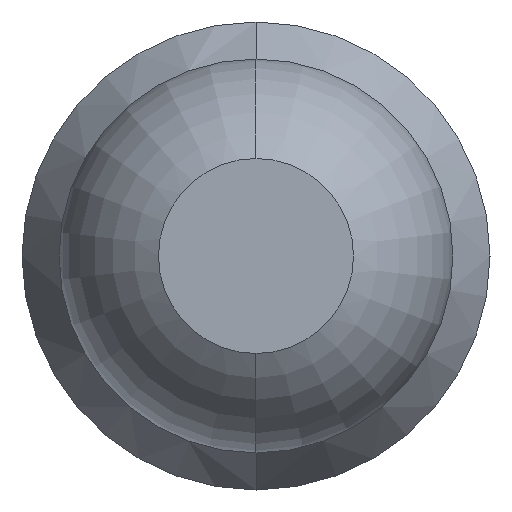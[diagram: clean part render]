
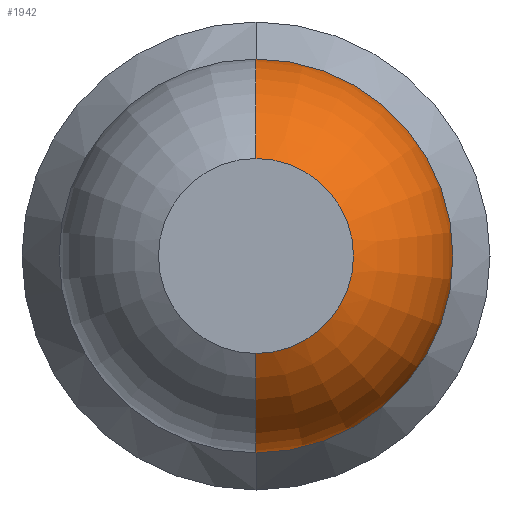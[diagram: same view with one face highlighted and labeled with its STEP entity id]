
A CAD part, front view. The second image highlights one B-rep face of the part: STEP entity #1942.
In plain terms, the highlighted toroidal (fillet/blend) face has major radius 0.005 mm and minor radius 0.5 mm.
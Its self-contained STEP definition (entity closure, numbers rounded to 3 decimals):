
#26 = ORIENTED_EDGE ( 'NONE', *, *, #2655, .F. ) ;
#45 = CARTESIAN_POINT ( 'NONE',  ( 0., -30.4, 0. ) ) ;
#200 = DIRECTION ( 'NONE',  ( 0., 0., -1. ) ) ;
#219 = VERTEX_POINT ( 'NONE', #2661 ) ;
#230 = AXIS2_PLACEMENT_3D ( 'NONE', #2439, #927, #3328 ) ;
#283 = DIRECTION ( 'NONE',  ( 0., 0., 1. ) ) ;
#370 = DIRECTION ( 'NONE',  ( 0., -1., 0. ) ) ;
#380 = CIRCLE ( 'NONE', #2069, 0.5 ) ;
#410 = CARTESIAN_POINT ( 'NONE',  ( 0., -29.964, -0.005 ) ) ;
#512 = TOROIDAL_SURFACE ( 'NONE', #3534, 0.005, 0.5 ) ;
#756 = CIRCLE ( 'NONE', #1642, 0.5 ) ;
#913 = VERTEX_POINT ( 'NONE', #1092 ) ;
#927 = DIRECTION ( 'NONE',  ( 0., 1., 0. ) ) ;
#1002 = ORIENTED_EDGE ( 'NONE', *, *, #1249, .F. ) ;
#1067 = FACE_OUTER_BOUND ( 'NONE', #3036, .T. ) ;
#1087 = VERTEX_POINT ( 'NONE', #1122 ) ;
#1092 = CARTESIAN_POINT ( 'NONE',  ( 0., -29.964, 0.505 ) ) ;
#1122 = CARTESIAN_POINT ( 'NONE',  ( 0., -30.4, -0.25 ) ) ;
#1127 = CIRCLE ( 'NONE', #3786, 0.25 ) ;
#1141 = ORIENTED_EDGE ( 'NONE', *, *, #3403, .T. ) ;
#1249 = EDGE_CURVE ( 'NONE', #913, #219, #2586, .T. ) ;
#1332 = DIRECTION ( 'NONE',  ( 0., 0., 1. ) ) ;
#1642 = AXIS2_PLACEMENT_3D ( 'NONE', #2721, #2427, #283 ) ;
#1696 = EDGE_CURVE ( 'NONE', #1087, #1863, #1127, .T. ) ;
#1712 = CARTESIAN_POINT ( 'NONE',  ( 0., -30.4, 0.25 ) ) ;
#1750 = DIRECTION ( 'NONE',  ( 1., 0., 0. ) ) ;
#1863 = VERTEX_POINT ( 'NONE', #1712 ) ;
#1942 = ADVANCED_FACE ( 'NONE', ( #1067 ), #512, .T. ) ;
#1955 = CARTESIAN_POINT ( 'NONE',  ( 0., -29.964, 0. ) ) ;
#2069 = AXIS2_PLACEMENT_3D ( 'NONE', #410, #1750, #200 ) ;
#2079 = ORIENTED_EDGE ( 'NONE', *, *, #1696, .F. ) ;
#2427 = DIRECTION ( 'NONE',  ( -1., 0., 0. ) ) ;
#2439 = CARTESIAN_POINT ( 'NONE',  ( 0., -29.964, 0. ) ) ;
#2476 = DIRECTION ( 'NONE',  ( 0., 0., -1. ) ) ;
#2586 = CIRCLE ( 'NONE', #230, 0.505 ) ;
#2655 = EDGE_CURVE ( 'NONE', #1863, #913, #756, .T. ) ;
#2661 = CARTESIAN_POINT ( 'NONE',  ( 0., -29.964, -0.505 ) ) ;
#2721 = CARTESIAN_POINT ( 'NONE',  ( 0., -29.964, 0.005 ) ) ;
#3036 = EDGE_LOOP ( 'NONE', ( #2079, #1141, #1002, #26 ) ) ;
#3328 = DIRECTION ( 'NONE',  ( 0., 0., 1. ) ) ;
#3403 = EDGE_CURVE ( 'NONE', #1087, #219, #380, .T. ) ;
#3534 = AXIS2_PLACEMENT_3D ( 'NONE', #1955, #3742, #1332 ) ;
#3742 = DIRECTION ( 'NONE',  ( 0., 1., 0. ) ) ;
#3786 = AXIS2_PLACEMENT_3D ( 'NONE', #45, #370, #2476 ) ;
